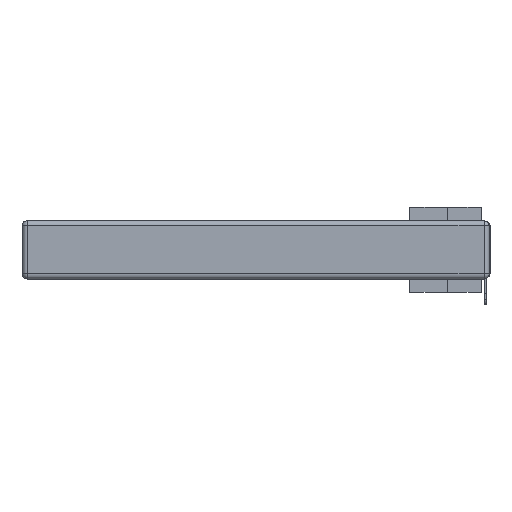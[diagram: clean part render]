
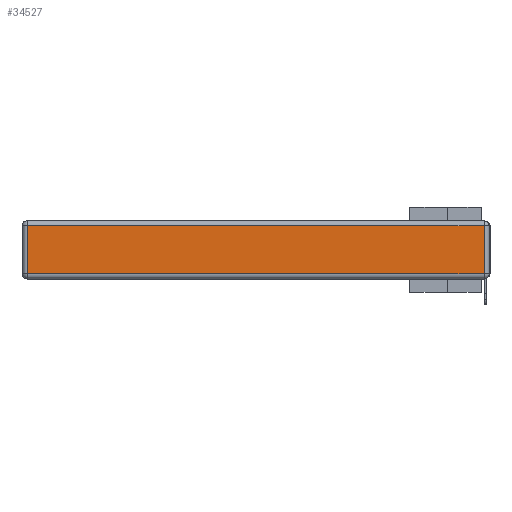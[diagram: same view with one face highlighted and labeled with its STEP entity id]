
A CAD part, left-side view. The second image highlights one B-rep face of the part: STEP entity #34527.
In plain terms, the highlighted planar face has unit normal (-1, 0, 0).
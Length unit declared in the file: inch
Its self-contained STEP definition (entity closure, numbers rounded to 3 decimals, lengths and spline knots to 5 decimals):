
#548 = EDGE_LOOP ( 'NONE', ( #40287, #23364, #22979, #17703 ) ) ;
#587 = DIRECTION ( 'NONE',  ( 0., 1., 0. ) ) ;
#936 = VERTEX_POINT ( 'NONE', #37108 ) ;
#1451 = CARTESIAN_POINT ( 'NONE',  ( 0., 2.72, -0.343 ) ) ;
#3774 = VECTOR ( 'NONE', #12995, 39.37008 ) ;
#4273 = CARTESIAN_POINT ( 'NONE',  ( 0., 2.75, -0.03 ) ) ;
#4400 = VECTOR ( 'NONE', #24765, 39.37008 ) ;
#5949 = VERTEX_POINT ( 'NONE', #30076 ) ;
#6439 = VECTOR ( 'NONE', #14619, 39.37008 ) ;
#8266 = LINE ( 'NONE', #20170, #6439 ) ;
#11943 = CARTESIAN_POINT ( 'NONE',  ( 0., 0.03, -0.313 ) ) ;
#12995 = DIRECTION ( 'NONE',  ( 0., 0., 1. ) ) ;
#14619 = DIRECTION ( 'NONE',  ( 0., -1., 0. ) ) ;
#16398 = VECTOR ( 'NONE', #587, 39.37008 ) ;
#17703 = ORIENTED_EDGE ( 'NONE', *, *, #26033, .T. ) ;
#20170 = CARTESIAN_POINT ( 'NONE',  ( 0., 0., -0.313 ) ) ;
#20684 = DIRECTION ( 'NONE',  ( 0., 0., 1. ) ) ;
#20881 = DIRECTION ( 'NONE',  ( -1., 0., 0. ) ) ;
#22979 = ORIENTED_EDGE ( 'NONE', *, *, #38771, .T. ) ;
#23340 = CARTESIAN_POINT ( 'NONE',  ( 0., 0., -0.343 ) ) ;
#23364 = ORIENTED_EDGE ( 'NONE', *, *, #26674, .T. ) ;
#24765 = DIRECTION ( 'NONE',  ( 0., 0., -1. ) ) ;
#25676 = VERTEX_POINT ( 'NONE', #11943 ) ;
#25870 = VERTEX_POINT ( 'NONE', #31393 ) ;
#26033 = EDGE_CURVE ( 'NONE', #25870, #5949, #29543, .T. ) ;
#26674 = EDGE_CURVE ( 'NONE', #25676, #936, #31666, .T. ) ;
#26815 = EDGE_CURVE ( 'NONE', #5949, #25676, #8266, .T. ) ;
#29543 = LINE ( 'NONE', #1451, #4400 ) ;
#30076 = CARTESIAN_POINT ( 'NONE',  ( 0., 2.72, -0.313 ) ) ;
#31393 = CARTESIAN_POINT ( 'NONE',  ( 0., 2.72, -0.03 ) ) ;
#31666 = LINE ( 'NONE', #35303, #3774 ) ;
#31959 = LINE ( 'NONE', #4273, #16398 ) ;
#32974 = FACE_OUTER_BOUND ( 'NONE', #548, .T. ) ;
#33670 = AXIS2_PLACEMENT_3D ( 'NONE', #23340, #20881, #20684 ) ;
#34527 = ADVANCED_FACE ( 'NONE', ( #32974 ), #36228, .T. ) ;
#35303 = CARTESIAN_POINT ( 'NONE',  ( 0., 0.03, -0.343 ) ) ;
#36228 = PLANE ( 'NONE',  #33670 ) ;
#37108 = CARTESIAN_POINT ( 'NONE',  ( 0., 0.03, -0.03 ) ) ;
#38771 = EDGE_CURVE ( 'NONE', #936, #25870, #31959, .T. ) ;
#40287 = ORIENTED_EDGE ( 'NONE', *, *, #26815, .T. ) ;
